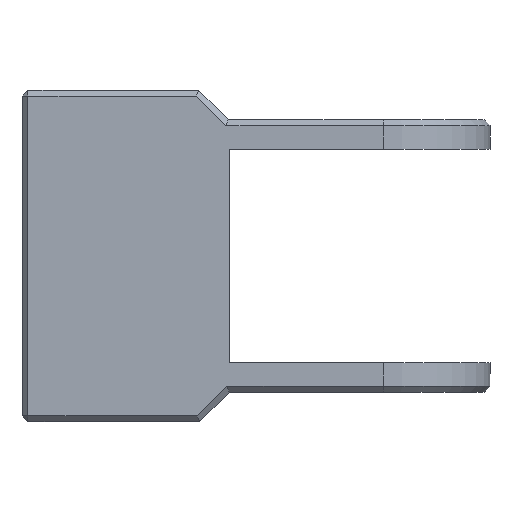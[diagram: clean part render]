
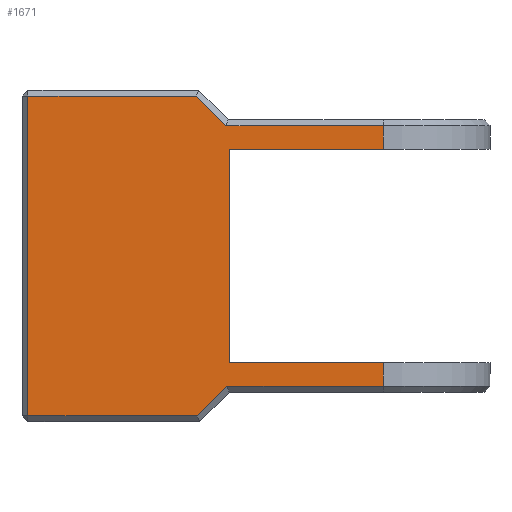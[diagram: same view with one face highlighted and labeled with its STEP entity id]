
A CAD part, front view. The second image highlights one B-rep face of the part: STEP entity #1671.
In plain terms, the highlighted planar face has unit normal (0, -1, 0).
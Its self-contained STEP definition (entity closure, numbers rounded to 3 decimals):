
#117 = VECTOR ( 'NONE', #528, 1000. ) ;
#130 = VERTEX_POINT ( 'NONE', #3703 ) ;
#155 = CARTESIAN_POINT ( 'NONE',  ( -53.5, -18., -4. ) ) ;
#174 = ORIENTED_EDGE ( 'NONE', *, *, #1195, .F. ) ;
#184 = VECTOR ( 'NONE', #3103, 1000. ) ;
#397 = CARTESIAN_POINT ( 'NONE',  ( -19.914, -18., 1. ) ) ;
#408 = EDGE_CURVE ( 'NONE', #2665, #655, #2203, .T. ) ;
#434 = CARTESIAN_POINT ( 'NONE',  ( -25.363, -18., 50.293 ) ) ;
#528 = DIRECTION ( 'NONE',  ( 1., 0., 0. ) ) ;
#575 = CARTESIAN_POINT ( 'NONE',  ( -24.5, -18., -4. ) ) ;
#608 = EDGE_CURVE ( 'NONE', #130, #3492, #4097, .T. ) ;
#626 = ORIENTED_EDGE ( 'NONE', *, *, #3216, .F. ) ;
#655 = VERTEX_POINT ( 'NONE', #1174 ) ;
#730 = AXIS2_PLACEMENT_3D ( 'NONE', #874, #2706, #1985 ) ;
#738 = DIRECTION ( 'NONE',  ( -1., 0., 0. ) ) ;
#745 = CARTESIAN_POINT ( 'NONE',  ( -24.5, -18., 1. ) ) ;
#756 = VECTOR ( 'NONE', #1149, 1000. ) ;
#874 = CARTESIAN_POINT ( 'NONE',  ( -24.5, -18., 46. ) ) ;
#889 = DIRECTION ( 'NONE',  ( 0., 0., -1. ) ) ;
#1129 = EDGE_CURVE ( 'NONE', #2403, #1697, #3194, .T. ) ;
#1149 = DIRECTION ( 'NONE',  ( 0., 0., -1. ) ) ;
#1165 = EDGE_CURVE ( 'NONE', #2403, #130, #4619, .T. ) ;
#1174 = CARTESIAN_POINT ( 'NONE',  ( 6.5, -18., 1. ) ) ;
#1195 = EDGE_CURVE ( 'NONE', #3347, #1568, #3538, .T. ) ;
#1313 = VECTOR ( 'NONE', #889, 1000. ) ;
#1315 = CARTESIAN_POINT ( 'NONE',  ( -53.5, -18., 50. ) ) ;
#1426 = VERTEX_POINT ( 'NONE', #1909 ) ;
#1469 = ORIENTED_EDGE ( 'NONE', *, *, #1129, .F. ) ;
#1474 = CARTESIAN_POINT ( 'NONE',  ( -19.5, -18., 41. ) ) ;
#1568 = VERTEX_POINT ( 'NONE', #3059 ) ;
#1586 = VECTOR ( 'NONE', #2719, 1000. ) ;
#1590 = CARTESIAN_POINT ( 'NONE',  ( 6.5, -18., 48. ) ) ;
#1617 = CARTESIAN_POINT ( 'NONE',  ( 6.5, -18., 41. ) ) ;
#1643 = VECTOR ( 'NONE', #4615, 1000. ) ;
#1671 = ADVANCED_FACE ( 'NONE', ( #1689 ), #3079, .F. ) ;
#1689 = FACE_OUTER_BOUND ( 'NONE', #3085, .T. ) ;
#1697 = VERTEX_POINT ( 'NONE', #1617 ) ;
#1749 = LINE ( 'NONE', #2221, #756 ) ;
#1764 = LINE ( 'NONE', #575, #1586 ) ;
#1788 = EDGE_CURVE ( 'NONE', #1426, #3347, #1749, .T. ) ;
#1813 = ORIENTED_EDGE ( 'NONE', *, *, #1845, .T. ) ;
#1821 = EDGE_CURVE ( 'NONE', #1426, #1697, #2842, .T. ) ;
#1845 = EDGE_CURVE ( 'NONE', #3492, #2140, #2601, .T. ) ;
#1909 = CARTESIAN_POINT ( 'NONE',  ( -19.5, -18., 41. ) ) ;
#1975 = VECTOR ( 'NONE', #738, 1000. ) ;
#1985 = DIRECTION ( 'NONE',  ( 0., 0., 1. ) ) ;
#2029 = ORIENTED_EDGE ( 'NONE', *, *, #408, .T. ) ;
#2046 = CARTESIAN_POINT ( 'NONE',  ( -20.207, -18., 0.707 ) ) ;
#2061 = EDGE_CURVE ( 'NONE', #3412, #2665, #3834, .T. ) ;
#2088 = ORIENTED_EDGE ( 'NONE', *, *, #2128, .T. ) ;
#2128 = EDGE_CURVE ( 'NONE', #3143, #3412, #1764, .T. ) ;
#2140 = VERTEX_POINT ( 'NONE', #1315 ) ;
#2156 = VECTOR ( 'NONE', #2710, 1000. ) ;
#2203 = LINE ( 'NONE', #745, #117 ) ;
#2221 = CARTESIAN_POINT ( 'NONE',  ( -19.5, -18., 41. ) ) ;
#2260 = VECTOR ( 'NONE', #2634, 1000. ) ;
#2282 = ORIENTED_EDGE ( 'NONE', *, *, #2061, .T. ) ;
#2403 = VERTEX_POINT ( 'NONE', #4671 ) ;
#2601 = LINE ( 'NONE', #2975, #1975 ) ;
#2634 = DIRECTION ( 'NONE',  ( -0.707, 0., 0.707 ) ) ;
#2636 = CARTESIAN_POINT ( 'NONE',  ( -25.07, -18., 50. ) ) ;
#2665 = VERTEX_POINT ( 'NONE', #397 ) ;
#2676 = ORIENTED_EDGE ( 'NONE', *, *, #1788, .F. ) ;
#2706 = DIRECTION ( 'NONE',  ( 0., 1., 0. ) ) ;
#2710 = DIRECTION ( 'NONE',  ( -1., 0., 0. ) ) ;
#2719 = DIRECTION ( 'NONE',  ( 1., 0., 0. ) ) ;
#2842 = LINE ( 'NONE', #1474, #3816 ) ;
#2850 = ORIENTED_EDGE ( 'NONE', *, *, #4548, .T. ) ;
#2975 = CARTESIAN_POINT ( 'NONE',  ( -24.5, -18., 50. ) ) ;
#3059 = CARTESIAN_POINT ( 'NONE',  ( 6.5, -18., 5. ) ) ;
#3079 = PLANE ( 'NONE',  #730 ) ;
#3084 = CARTESIAN_POINT ( 'NONE',  ( -19.5, -18., 5. ) ) ;
#3085 = EDGE_LOOP ( 'NONE', ( #1469, #4057, #4013, #1813, #2850, #2088, #2282, #2029, #626, #174, #2676, #3546 ) ) ;
#3103 = DIRECTION ( 'NONE',  ( 0., 0., -1. ) ) ;
#3143 = VERTEX_POINT ( 'NONE', #155 ) ;
#3161 = DIRECTION ( 'NONE',  ( 0., 0., -1. ) ) ;
#3194 = LINE ( 'NONE', #4630, #4341 ) ;
#3216 = EDGE_CURVE ( 'NONE', #1568, #655, #3768, .T. ) ;
#3347 = VERTEX_POINT ( 'NONE', #4607 ) ;
#3364 = VECTOR ( 'NONE', #4572, 1000. ) ;
#3412 = VERTEX_POINT ( 'NONE', #4500 ) ;
#3455 = CARTESIAN_POINT ( 'NONE',  ( -53.5, -18., -5. ) ) ;
#3492 = VERTEX_POINT ( 'NONE', #2636 ) ;
#3538 = LINE ( 'NONE', #3084, #3364 ) ;
#3546 = ORIENTED_EDGE ( 'NONE', *, *, #1821, .T. ) ;
#3703 = CARTESIAN_POINT ( 'NONE',  ( -20.07, -18., 45. ) ) ;
#3768 = LINE ( 'NONE', #1590, #184 ) ;
#3816 = VECTOR ( 'NONE', #4052, 1000. ) ;
#3834 = LINE ( 'NONE', #2046, #1643 ) ;
#4013 = ORIENTED_EDGE ( 'NONE', *, *, #608, .T. ) ;
#4052 = DIRECTION ( 'NONE',  ( 1., 0., 0. ) ) ;
#4057 = ORIENTED_EDGE ( 'NONE', *, *, #1165, .T. ) ;
#4097 = LINE ( 'NONE', #434, #2260 ) ;
#4341 = VECTOR ( 'NONE', #3161, 1000. ) ;
#4500 = CARTESIAN_POINT ( 'NONE',  ( -24.914, -18., -4. ) ) ;
#4540 = CARTESIAN_POINT ( 'NONE',  ( -19.656, -18., 45. ) ) ;
#4548 = EDGE_CURVE ( 'NONE', #2140, #3143, #4786, .T. ) ;
#4572 = DIRECTION ( 'NONE',  ( 1., 0., 0. ) ) ;
#4607 = CARTESIAN_POINT ( 'NONE',  ( -19.5, -18., 5. ) ) ;
#4615 = DIRECTION ( 'NONE',  ( 0.707, 0., 0.707 ) ) ;
#4619 = LINE ( 'NONE', #4540, #2156 ) ;
#4630 = CARTESIAN_POINT ( 'NONE',  ( 6.5, -18., 48. ) ) ;
#4671 = CARTESIAN_POINT ( 'NONE',  ( 6.5, -18., 45. ) ) ;
#4786 = LINE ( 'NONE', #3455, #1313 ) ;
